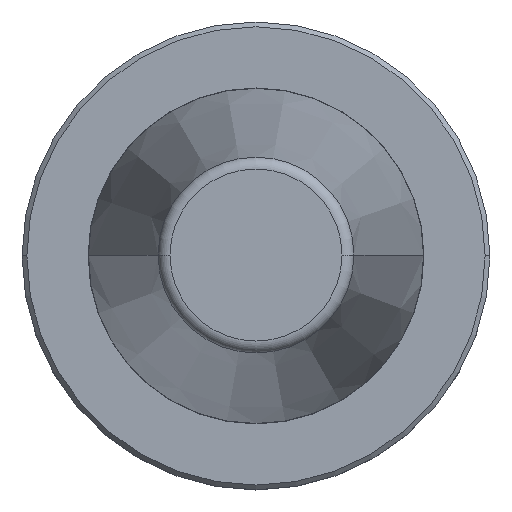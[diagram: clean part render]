
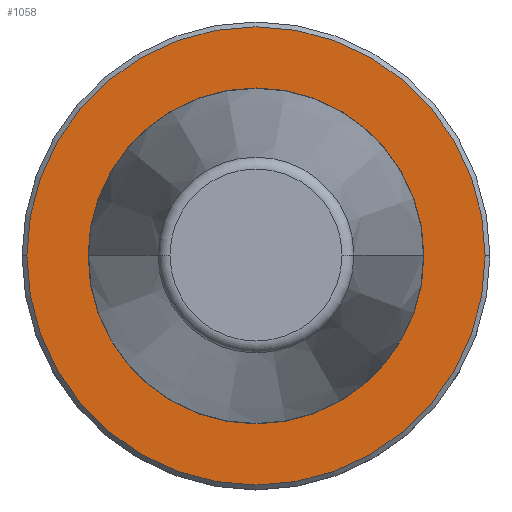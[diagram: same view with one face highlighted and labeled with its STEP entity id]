
A CAD part, top view. The second image highlights one B-rep face of the part: STEP entity #1058.
In plain terms, the highlighted planar face has unit normal (0, 0, 1).
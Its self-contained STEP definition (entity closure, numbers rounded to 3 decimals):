
#5 = DIRECTION ( 'NONE',  ( 1., 0., 0. ) ) ;
#9 = DIRECTION ( 'NONE',  ( 0., 0., 1. ) ) ;
#52 = EDGE_CURVE ( 'NONE', #693, #541, #1026, .T. ) ;
#74 = DIRECTION ( 'NONE',  ( 1., 0., 0. ) ) ;
#82 = FACE_OUTER_BOUND ( 'NONE', #698, .T. ) ;
#125 = CIRCLE ( 'NONE', #686, 47.75 ) ;
#128 = CARTESIAN_POINT ( 'NONE',  ( 0., 0., -3.2 ) ) ;
#135 = CARTESIAN_POINT ( 'NONE',  ( 47.75, 0., -3.2 ) ) ;
#302 = CARTESIAN_POINT ( 'NONE',  ( 0., 0., -3.2 ) ) ;
#305 = EDGE_CURVE ( 'NONE', #541, #693, #125, .T. ) ;
#317 = EDGE_CURVE ( 'NONE', #702, #1250, #1107, .T. ) ;
#349 = AXIS2_PLACEMENT_3D ( 'NONE', #302, #989, #74 ) ;
#386 = AXIS2_PLACEMENT_3D ( 'NONE', #592, #1060, #987 ) ;
#474 = ORIENTED_EDGE ( 'NONE', *, *, #843, .F. ) ;
#532 = DIRECTION ( 'NONE',  ( 1., 0., 0. ) ) ;
#535 = FACE_BOUND ( 'NONE', #713, .T. ) ;
#541 = VERTEX_POINT ( 'NONE', #717 ) ;
#574 = ORIENTED_EDGE ( 'NONE', *, *, #317, .F. ) ;
#582 = AXIS2_PLACEMENT_3D ( 'NONE', #1183, #632, #845 ) ;
#592 = CARTESIAN_POINT ( 'NONE',  ( 0., 0., -3.2 ) ) ;
#599 = ORIENTED_EDGE ( 'NONE', *, *, #305, .T. ) ;
#612 = ORIENTED_EDGE ( 'NONE', *, *, #52, .T. ) ;
#632 = DIRECTION ( 'NONE',  ( 0., 0., -1. ) ) ;
#686 = AXIS2_PLACEMENT_3D ( 'NONE', #128, #746, #5 ) ;
#693 = VERTEX_POINT ( 'NONE', #135 ) ;
#698 = EDGE_LOOP ( 'NONE', ( #599, #612 ) ) ;
#702 = VERTEX_POINT ( 'NONE', #744 ) ;
#713 = EDGE_LOOP ( 'NONE', ( #574, #474 ) ) ;
#717 = CARTESIAN_POINT ( 'NONE',  ( -47.75, 0., -3.2 ) ) ;
#744 = CARTESIAN_POINT ( 'NONE',  ( 35., 0., -3.2 ) ) ;
#746 = DIRECTION ( 'NONE',  ( 0., 0., 1. ) ) ;
#807 = AXIS2_PLACEMENT_3D ( 'NONE', #967, #9, #532 ) ;
#837 = CIRCLE ( 'NONE', #349, 35. ) ;
#843 = EDGE_CURVE ( 'NONE', #1250, #702, #837, .T. ) ;
#845 = DIRECTION ( 'NONE',  ( -1., 0., 0. ) ) ;
#908 = PLANE ( 'NONE',  #582 ) ;
#967 = CARTESIAN_POINT ( 'NONE',  ( 0., 0., -3.2 ) ) ;
#987 = DIRECTION ( 'NONE',  ( 1., 0., 0. ) ) ;
#989 = DIRECTION ( 'NONE',  ( 0., 0., 1. ) ) ;
#1026 = CIRCLE ( 'NONE', #386, 47.75 ) ;
#1058 = ADVANCED_FACE ( 'NONE', ( #535, #82 ), #908, .F. ) ;
#1060 = DIRECTION ( 'NONE',  ( 0., 0., 1. ) ) ;
#1107 = CIRCLE ( 'NONE', #807, 35. ) ;
#1183 = CARTESIAN_POINT ( 'NONE',  ( 0., 47.75, -3.2 ) ) ;
#1194 = CARTESIAN_POINT ( 'NONE',  ( -35., 0., -3.2 ) ) ;
#1250 = VERTEX_POINT ( 'NONE', #1194 ) ;
